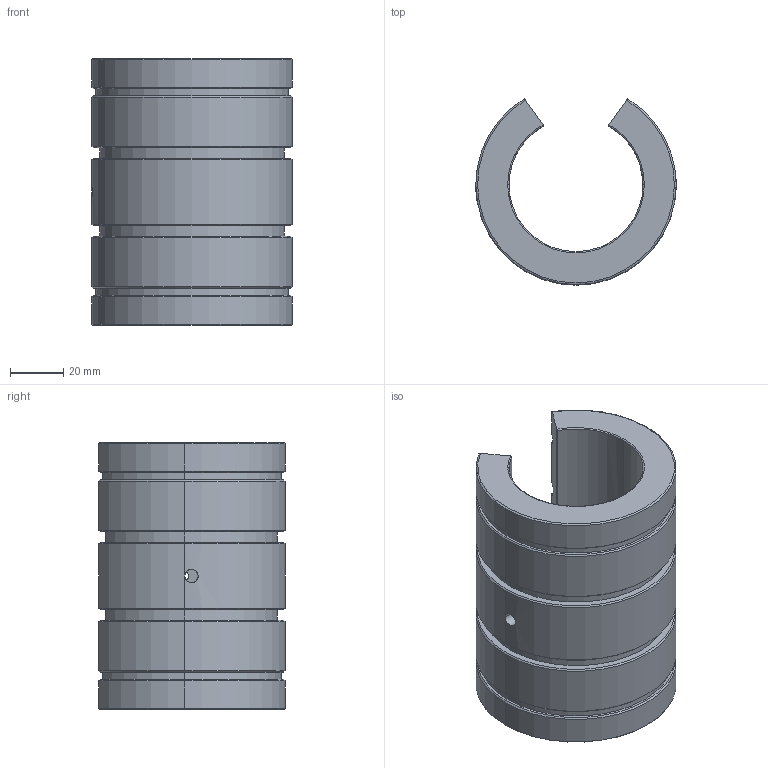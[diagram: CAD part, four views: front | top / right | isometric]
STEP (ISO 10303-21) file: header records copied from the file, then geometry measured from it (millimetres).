
FILE_DESCRIPTION (( 'STEP AP214' ), '1' );
FILE_NAME ('PlainBearing_B17663CCB5.step', '2022-12-15T13:03:20', ( '' ), ( '' ), 'SwSTEP 2.0', 'SolidWorks 2019', '' );
FILE_SCHEMA (( 'AUTOMOTIVE_DESIGN' ));
Length unit declared in the file: inch
Products named in the file (3): MJygqnhE8a_CADModel_0; PlainBearing_B17663CCB5
Assembly tree (1 placements, depth 2):
  MJygqnhE8a_CADModel_0
  PlainBearing_B17663CCB5
    MJygqnhE8a_CADModel_0
Bounding box: 74.98 x 69.6 x 99.87 mm (x, y, z)
Volume: 196400.1 mm3; surface area: 68871.5 mm2
Topology: 2 solids, 2 shells, 86 faces, 242 edges, 156 vertices
Faces by surface type: cylinder 44, cone 24, plane 14, torus 4
Entity records: 4478 total; most frequent: CARTESIAN_POINT 1033, ORIENTED_EDGE 484, DIRECTION 474, EDGE_CURVE 242, AXIS2_PLACEMENT_3D 189, VERTEX_POINT 156, CIRCLE 98, LINE 96
